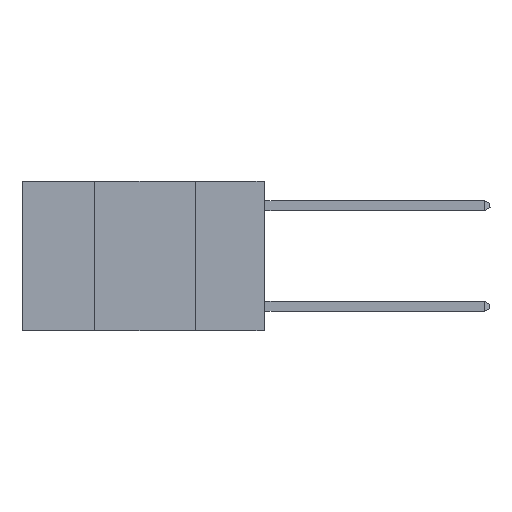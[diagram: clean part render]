
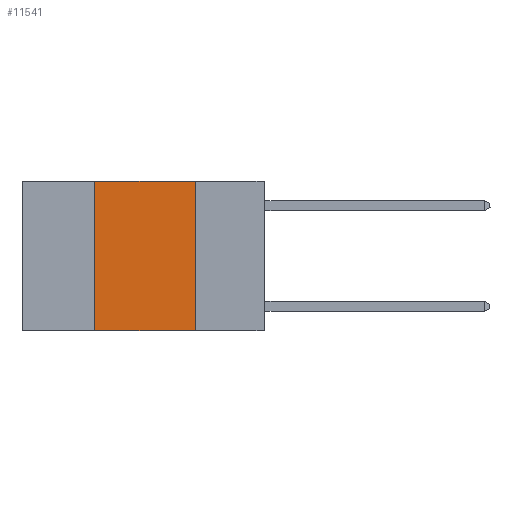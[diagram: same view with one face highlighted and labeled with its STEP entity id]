
A CAD part, left-side view. The second image highlights one B-rep face of the part: STEP entity #11541.
In plain terms, the highlighted planar face has unit normal (-1, 0, 0).
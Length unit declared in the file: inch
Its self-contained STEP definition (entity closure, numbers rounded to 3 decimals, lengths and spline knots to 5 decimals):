
#259 = EDGE_CURVE ( 'NONE', #2439, #2627, #14065, .T. ) ;
#368 = EDGE_CURVE ( 'NONE', #2627, #14912, #8719, .T. ) ;
#1598 = EDGE_CURVE ( 'NONE', #2439, #13115, #12592, .T. ) ;
#1670 = ORIENTED_EDGE ( 'NONE', *, *, #368, .F. ) ;
#1841 = LINE ( 'NONE', #10808, #10779 ) ;
#2057 = ORIENTED_EDGE ( 'NONE', *, *, #1598, .T. ) ;
#2231 = CARTESIAN_POINT ( 'NONE',  ( 0., 0.6, 0. ) ) ;
#2439 = VERTEX_POINT ( 'NONE', #15105 ) ;
#2627 = VERTEX_POINT ( 'NONE', #4907 ) ;
#2645 = DIRECTION ( 'NONE',  ( 0., 0., -1. ) ) ;
#3007 = CARTESIAN_POINT ( 'NONE',  ( 0., 0.17, 0. ) ) ;
#3251 = VECTOR ( 'NONE', #9032, 39.37008 ) ;
#3254 = CARTESIAN_POINT ( 'NONE',  ( 0., 0.6, -0.37 ) ) ;
#4522 = PLANE ( 'NONE',  #11678 ) ;
#4698 = VECTOR ( 'NONE', #8243, 39.37008 ) ;
#4907 = CARTESIAN_POINT ( 'NONE',  ( 0., 0.42, 0. ) ) ;
#5689 = DIRECTION ( 'NONE',  ( 1., 0., 0. ) ) ;
#7083 = ORIENTED_EDGE ( 'NONE', *, *, #9976, .F. ) ;
#7205 = FACE_OUTER_BOUND ( 'NONE', #12296, .T. ) ;
#8243 = DIRECTION ( 'NONE',  ( 0., 0., 1. ) ) ;
#8326 = VECTOR ( 'NONE', #11969, 39.37008 ) ;
#8443 = CARTESIAN_POINT ( 'NONE',  ( 0., 0.17, -0.37 ) ) ;
#8719 = LINE ( 'NONE', #11873, #8326 ) ;
#9032 = DIRECTION ( 'NONE',  ( 0., -1., 0. ) ) ;
#9976 = EDGE_CURVE ( 'NONE', #14912, #13115, #1841, .T. ) ;
#10779 = VECTOR ( 'NONE', #2645, 39.37008 ) ;
#10808 = CARTESIAN_POINT ( 'NONE',  ( 0., 0.17, 0. ) ) ;
#11000 = ORIENTED_EDGE ( 'NONE', *, *, #259, .F. ) ;
#11541 = ADVANCED_FACE ( 'NONE', ( #7205 ), #4522, .F. ) ;
#11678 = AXIS2_PLACEMENT_3D ( 'NONE', #2231, #5689, #13910 ) ;
#11728 = CARTESIAN_POINT ( 'NONE',  ( 0., 0.42, 0. ) ) ;
#11873 = CARTESIAN_POINT ( 'NONE',  ( 0., 0.6, 0. ) ) ;
#11969 = DIRECTION ( 'NONE',  ( 0., -1., 0. ) ) ;
#12296 = EDGE_LOOP ( 'NONE', ( #7083, #1670, #11000, #2057 ) ) ;
#12592 = LINE ( 'NONE', #3254, #3251 ) ;
#13115 = VERTEX_POINT ( 'NONE', #8443 ) ;
#13910 = DIRECTION ( 'NONE',  ( 0., 0., -1. ) ) ;
#14065 = LINE ( 'NONE', #11728, #4698 ) ;
#14912 = VERTEX_POINT ( 'NONE', #3007 ) ;
#15105 = CARTESIAN_POINT ( 'NONE',  ( 0., 0.42, -0.37 ) ) ;
